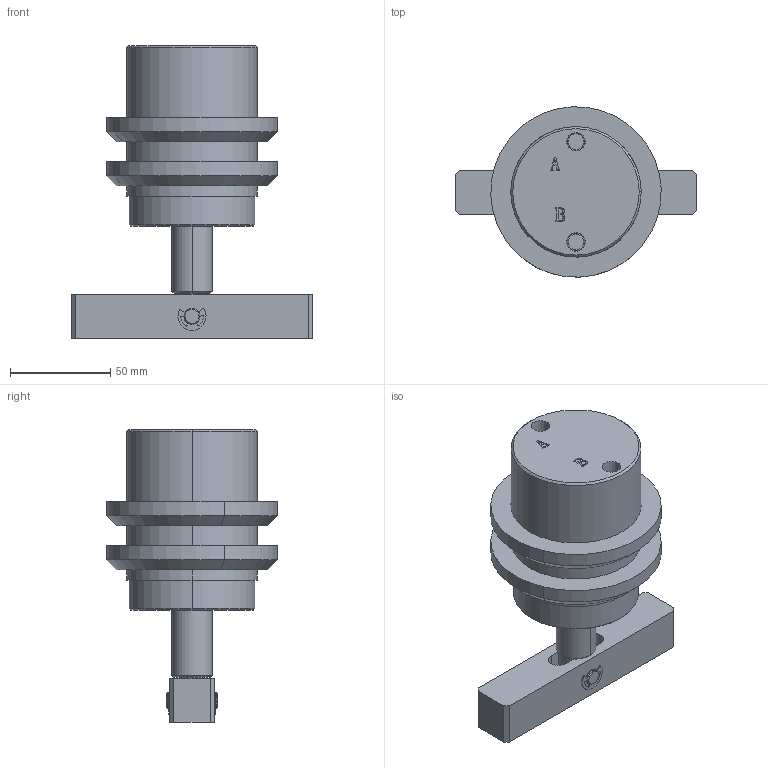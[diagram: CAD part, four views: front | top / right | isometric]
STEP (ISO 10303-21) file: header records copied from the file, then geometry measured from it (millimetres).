
FILE_DESCRIPTION (( 'STEP AP203' ), '1' );
FILE_NAME ('HCAS-TB50D.STEP', '2019-10-14T09:28:30', ( '微软用户' ), ( '微软中国' ), 'SwSTEP 2.0', 'SolidWorks 2012', '' );
FILE_SCHEMA (( 'CONFIG_CONTROL_DESIGN' ));
Length unit declared in the file: millimetre
Products named in the file (7): HCAS-TB50蹟譫; 縐遠8; HCAS-TB50D; HCAS-TB50DÏú; HCAS-TB50掛极; HASC-50D活塞杆; HCAS-TB50D邧旋
Assembly tree (8 placements, depth 2):
  HCAS-TB50D
    HCAS-TB50掛极
    HASC-50D活塞杆
    HCAS-TB50D邧旋
    HCAS-TB50DÏú
    HCAS-TB50蹟譫  x2
    縐遠8  x2
Bounding box: 120 x 84.92 x 146 mm (x, y, z)
Volume: 349862.1 mm3; surface area: 80800.6 mm2
Topology: 8 solids, 8 shells, 222 faces, 543 edges, 354 vertices
Faces by surface type: plane 91, cylinder 89, cone 20, bspline 16, torus 6
Entity records: 6930 total; most frequent: CARTESIAN_POINT 1778, DIRECTION 927, ORIENTED_EDGE 886, EDGE_CURVE 443, AXIS2_PLACEMENT_3D 341, VERTEX_POINT 288, LINE 245, VECTOR 245
